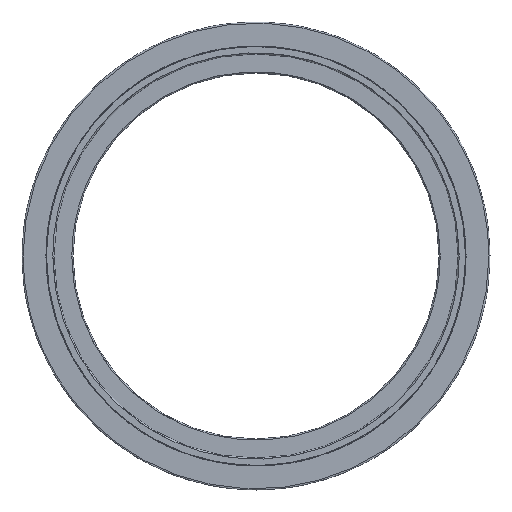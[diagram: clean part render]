
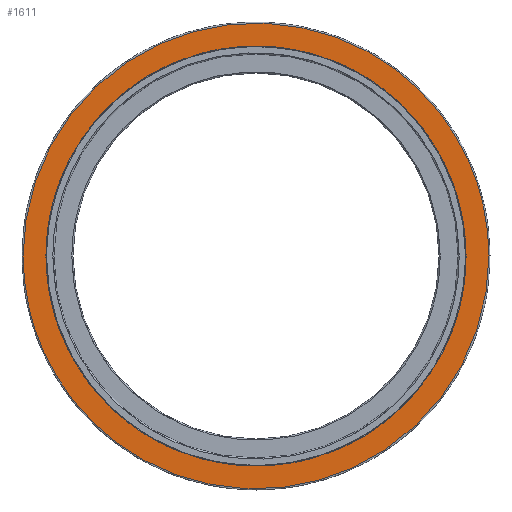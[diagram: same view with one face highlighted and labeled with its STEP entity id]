
A CAD part, left-side view. The second image highlights one B-rep face of the part: STEP entity #1611.
In plain terms, the highlighted planar face has unit normal (-1, 0, 0).
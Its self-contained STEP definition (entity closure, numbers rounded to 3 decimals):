
#780 = VERTEX_POINT ( 'NONE', #6269 ) ;
#783 = EDGE_CURVE ( 'NONE', #793, #780, #6284, .T. ) ;
#793 = VERTEX_POINT ( 'NONE', #6308 ) ;
#796 = VERTEX_POINT ( 'NONE', #6245 ) ;
#804 = VERTEX_POINT ( 'NONE', #6451 ) ;
#809 = EDGE_CURVE ( 'NONE', #796, #804, #6367, .T. ) ;
#1577 = ORIENTED_EDGE ( 'NONE', *, *, #783, .F. ) ;
#1582 = EDGE_CURVE ( 'NONE', #780, #793, #11152, .T. ) ;
#1583 = ORIENTED_EDGE ( 'NONE', *, *, #1582, .F. ) ;
#1584 = EDGE_CURVE ( 'NONE', #804, #796, #11124, .T. ) ;
#1595 = EDGE_LOOP ( 'NONE', ( #1577, #1583 ) ) ;
#1610 = ORIENTED_EDGE ( 'NONE', *, *, #1584, .F. ) ;
#1611 = ADVANCED_FACE ( 'NONE', ( #11176, #11161 ), #11269, .F. ) ;
#1612 = ORIENTED_EDGE ( 'NONE', *, *, #809, .F. ) ;
#1614 = EDGE_LOOP ( 'NONE', ( #1610, #1612 ) ) ;
#6245 = CARTESIAN_POINT ( 'NONE',  ( 0., -423., 0. ) ) ;
#6265 = CARTESIAN_POINT ( 'NONE',  ( 0., -381.5, 0. ) ) ;
#6266 = CARTESIAN_POINT ( 'NONE',  ( 0., -381.5, -763. ) ) ;
#6267 = CARTESIAN_POINT ( 'NONE',  ( 0., 381.5, -763. ) ) ;
#6268 = CARTESIAN_POINT ( 'NONE',  ( 0., 381.5, 0. ) ) ;
#6269 = CARTESIAN_POINT ( 'NONE',  ( 0., -381.5, 0. ) ) ;
#6284 =( BOUNDED_CURVE ( )  B_SPLINE_CURVE ( 3, ( #6268, #6267, #6266, #6265 ),
 .UNSPECIFIED., .F., .T. ) 
 B_SPLINE_CURVE_WITH_KNOTS ( ( 4, 4 ),
 ( 0., 1. ),
 .UNSPECIFIED. ) 
 CURVE ( )  GEOMETRIC_REPRESENTATION_ITEM ( )  RATIONAL_B_SPLINE_CURVE ( ( 1., 0.333, 0.333, 1. ) ) 
 REPRESENTATION_ITEM ( '' )  );
#6308 = CARTESIAN_POINT ( 'NONE',  ( 0., 381.5, 0. ) ) ;
#6362 = CARTESIAN_POINT ( 'NONE',  ( 0., 423., 0. ) ) ;
#6363 = CARTESIAN_POINT ( 'NONE',  ( 0., 423., -846. ) ) ;
#6364 = CARTESIAN_POINT ( 'NONE',  ( 0., -423., -846. ) ) ;
#6365 = CARTESIAN_POINT ( 'NONE',  ( 0., -423., 0. ) ) ;
#6367 =( BOUNDED_CURVE ( )  B_SPLINE_CURVE ( 3, ( #6365, #6364, #6363, #6362 ),
 .UNSPECIFIED., .F., .F. ) 
 B_SPLINE_CURVE_WITH_KNOTS ( ( 4, 4 ),
 ( 0., 1. ),
 .UNSPECIFIED. ) 
 CURVE ( )  GEOMETRIC_REPRESENTATION_ITEM ( )  RATIONAL_B_SPLINE_CURVE ( ( 1., 0.333, 0.333, 1. ) ) 
 REPRESENTATION_ITEM ( '' )  );
#6451 = CARTESIAN_POINT ( 'NONE',  ( 0., 423., 0. ) ) ;
#11056 = CARTESIAN_POINT ( 'NONE',  ( 0., 381.5, 0. ) ) ;
#11057 = CARTESIAN_POINT ( 'NONE',  ( 0., 381.5, 763. ) ) ;
#11058 = CARTESIAN_POINT ( 'NONE',  ( 0., -381.5, 763. ) ) ;
#11059 = CARTESIAN_POINT ( 'NONE',  ( 0., -381.5, 0. ) ) ;
#11120 = CARTESIAN_POINT ( 'NONE',  ( 0., -423., 0. ) ) ;
#11121 = CARTESIAN_POINT ( 'NONE',  ( 0., -423., 846. ) ) ;
#11122 = CARTESIAN_POINT ( 'NONE',  ( 0., 423., 846. ) ) ;
#11123 = CARTESIAN_POINT ( 'NONE',  ( 0., 423., 0. ) ) ;
#11124 =( BOUNDED_CURVE ( )  B_SPLINE_CURVE ( 3, ( #11123, #11122, #11121, #11120 ),
 .UNSPECIFIED., .F., .F. ) 
 B_SPLINE_CURVE_WITH_KNOTS ( ( 4, 4 ),
 ( 0., 1. ),
 .UNSPECIFIED. ) 
 CURVE ( )  GEOMETRIC_REPRESENTATION_ITEM ( )  RATIONAL_B_SPLINE_CURVE ( ( 1., 0.333, 0.333, 1. ) ) 
 REPRESENTATION_ITEM ( '' )  );
#11152 =( BOUNDED_CURVE ( )  B_SPLINE_CURVE ( 3, ( #11059, #11058, #11057, #11056 ),
 .UNSPECIFIED., .F., .F. ) 
 B_SPLINE_CURVE_WITH_KNOTS ( ( 4, 4 ),
 ( 0., 1. ),
 .UNSPECIFIED. ) 
 CURVE ( )  GEOMETRIC_REPRESENTATION_ITEM ( )  RATIONAL_B_SPLINE_CURVE ( ( 1., 0.333, 0.333, 1. ) ) 
 REPRESENTATION_ITEM ( '' )  );
#11161 = FACE_OUTER_BOUND ( 'NONE', #1614, .T. ) ;
#11171 = CARTESIAN_POINT ( 'NONE',  ( 0., 0., 0. ) ) ;
#11176 = FACE_BOUND ( 'NONE', #1595, .T. ) ;
#11231 = DIRECTION ( 'NONE',  ( 0., 0., -1. ) ) ;
#11232 = DIRECTION ( 'NONE',  ( 1., 0., 0. ) ) ;
#11269 = PLANE ( 'NONE',  #11271 ) ;
#11271 = AXIS2_PLACEMENT_3D ( 'NONE', #11171, #11232, #11231 ) ;
